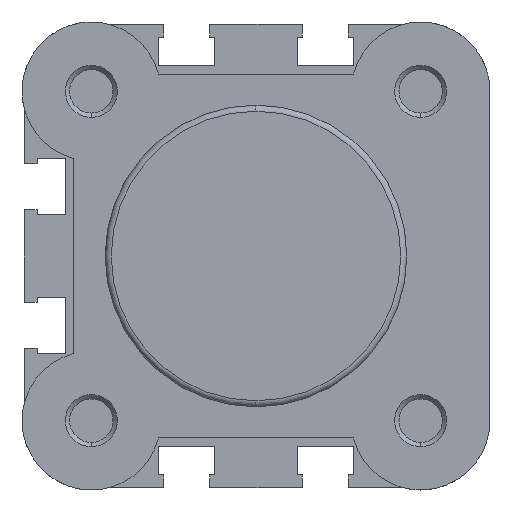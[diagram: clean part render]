
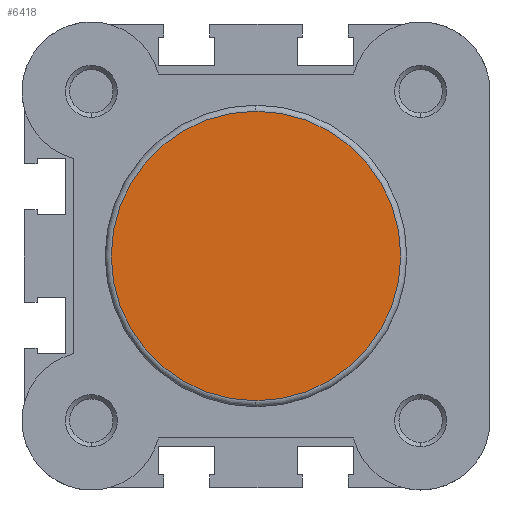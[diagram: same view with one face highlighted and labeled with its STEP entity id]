
A CAD part, left-side view. The second image highlights one B-rep face of the part: STEP entity #6418.
In plain terms, the highlighted planar face has unit normal (-1, 0, 0).
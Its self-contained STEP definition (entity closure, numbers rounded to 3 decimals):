
#39 = VERTEX_POINT ( 'NONE', #183 ) ;
#40 = VERTEX_POINT ( 'NONE', #184 ) ;
#183 = CARTESIAN_POINT ( 'NONE',  ( 0., 0., -16.7 ) ) ;
#184 = CARTESIAN_POINT ( 'NONE',  ( 0., 0., 16.7 ) ) ;
#1893 = AXIS2_PLACEMENT_3D ( 'NONE', #3379, #3380, #3381 ) ;
#1926 = AXIS2_PLACEMENT_3D ( 'NONE', #3532, #3540, #3541 ) ;
#2133 = AXIS2_PLACEMENT_3D ( 'NONE', #4355, #4358, #4359 ) ;
#2283 = ORIENTED_EDGE ( 'NONE', *, *, #5299, .T. ) ;
#2284 = ORIENTED_EDGE ( 'NONE', *, *, #5236, .T. ) ;
#2945 = CIRCLE ( 'NONE', #1893, 16.7 ) ;
#3037 = CIRCLE ( 'NONE', #1926, 16.7 ) ;
#3379 = CARTESIAN_POINT ( 'NONE',  ( 0., 0., 0. ) ) ;
#3380 = DIRECTION ( 'NONE',  ( -1., 0., 0. ) ) ;
#3381 = DIRECTION ( 'NONE',  ( 0., 0., 1. ) ) ;
#3532 = CARTESIAN_POINT ( 'NONE',  ( 0., 0., 0. ) ) ;
#3540 = DIRECTION ( 'NONE',  ( -1., 0., 0. ) ) ;
#3541 = DIRECTION ( 'NONE',  ( 0., 0., 1. ) ) ;
#4355 = CARTESIAN_POINT ( 'NONE',  ( 0., -17.4, 0. ) ) ;
#4356 = PLANE ( 'NONE',  #2133 ) ;
#4358 = DIRECTION ( 'NONE',  ( -1., 0., 0. ) ) ;
#4359 = DIRECTION ( 'NONE',  ( 0., 0., 1. ) ) ;
#4665 = FACE_OUTER_BOUND ( 'NONE', #5633, .T. ) ;
#5236 = EDGE_CURVE ( 'NONE', #40, #39, #2945, .T. ) ;
#5299 = EDGE_CURVE ( 'NONE', #39, #40, #3037, .T. ) ;
#5633 = EDGE_LOOP ( 'NONE', ( #2284, #2283 ) ) ;
#6418 = ADVANCED_FACE ( 'NONE', ( #4665 ), #4356, .T. ) ;
